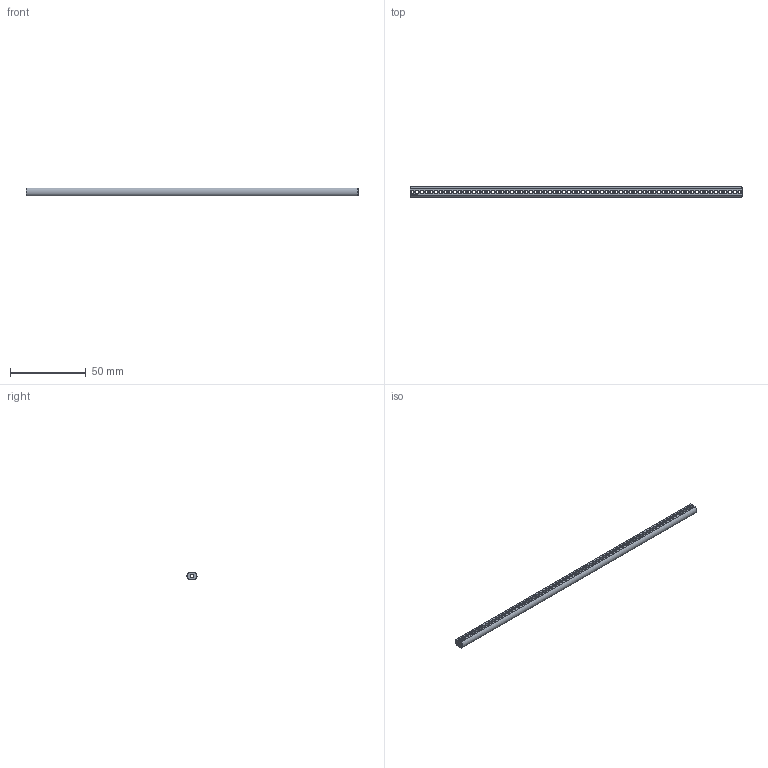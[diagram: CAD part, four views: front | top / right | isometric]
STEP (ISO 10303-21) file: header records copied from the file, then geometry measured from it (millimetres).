
FILE_DESCRIPTION(('FreeCAD Model'),'2;1');
FILE_NAME('Open CASCADE Shape Model','2024-06-18T14:56:33',(''),(''), 'Open CASCADE STEP processor 7.6','FreeCAD','Unknown');
FILE_SCHEMA(('AUTOMOTIVE_DESIGN { 1 0 10303 214 1 1 1 1 }'));
Length unit declared in the file: millimetre
Products named in the file (1): Shaft IDX BU17.50 - SPN-SFT-0190 (stemfie.org)
Bounding box: 218.75 x 6.6 x 5 mm (x, y, z)
Volume: 4992.7 mm3; surface area: 6288.8 mm2
Topology: 1 solids, 1 shells, 830 faces, 2535 edges, 1594 vertices
Faces by surface type: plane 309, cylinder 213, extrusion 164, cone 144
Full cylindrical faces by diameter (mm): 2 x211
Entity records: 29135 total; most frequent: CARTESIAN_POINT 5944, ORIENTED_EDGE 5070, DIRECTION 4571, EDGE_CURVE 2535, VERTEX_POINT 1594, AXIS2_PLACEMENT_3D 1533, VECTOR 1505, LINE 1341
